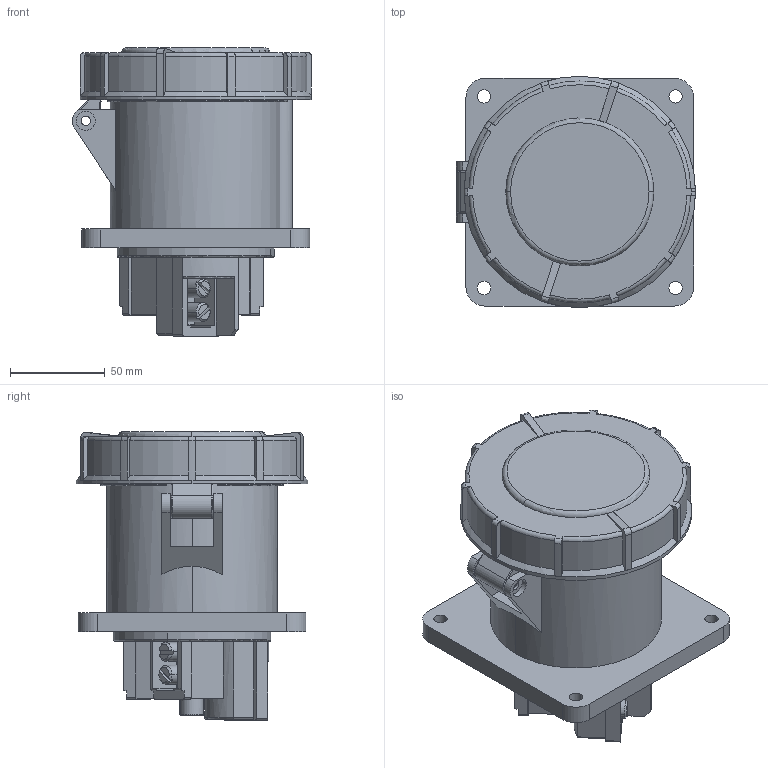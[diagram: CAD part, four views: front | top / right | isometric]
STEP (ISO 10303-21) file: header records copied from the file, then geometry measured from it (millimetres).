
FILE_DESCRIPTION (( 'STEP AP203' ), '1' );
FILE_NAME ('Ðîçåòêà ñòàöèîíàðíàÿ âíóòðåííÿÿ ps-3442-125-380.STEP', '2018-09-04T07:14:12', ( '' ), ( '' ), 'SwSTEP 2.0', 'SolidWorks 2017', '' );
FILE_SCHEMA (( 'CONFIG_CONTROL_DESIGN' ));
Length unit declared in the file: millimetre
Products named in the file (1): Ðîçåòêà ñòàöèîíàðíàÿ âíóòðåííÿÿ ps-3442-125-380
Bounding box: 125.99 x 122 x 152 mm (x, y, z)
Volume: 705779 mm3; surface area: 190694.2 mm2
Topology: 13 solids, 13 shells, 503 faces, 1324 edges, 851 vertices
Faces by surface type: plane 242, cylinder 161, torus 51, cone 41, sphere 6, bspline 2
Entity records: 16334 total; most frequent: CARTESIAN_POINT 3703, DIRECTION 2659, ORIENTED_EDGE 2640, EDGE_CURVE 1320, AXIS2_PLACEMENT_3D 992, VERTEX_POINT 850, VECTOR 675, LINE 675
